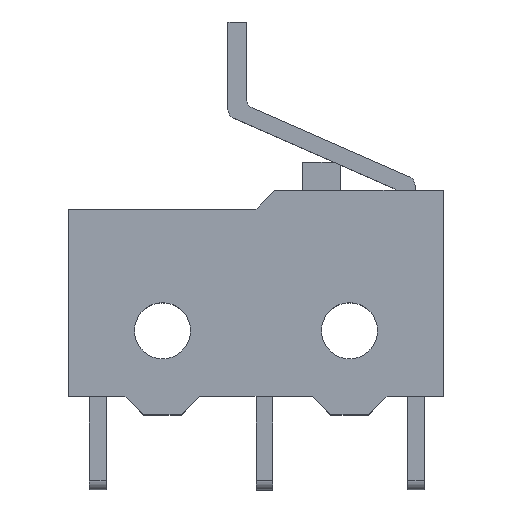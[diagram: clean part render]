
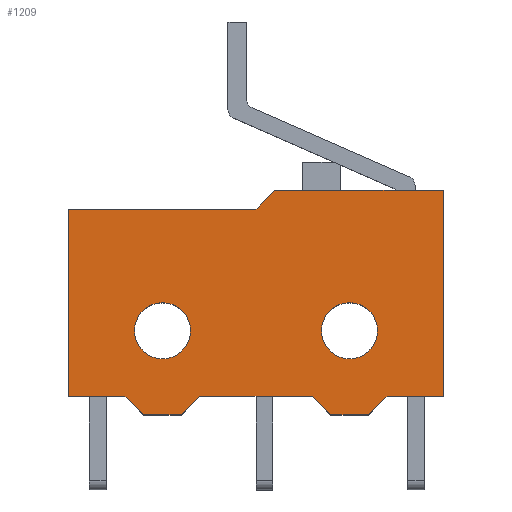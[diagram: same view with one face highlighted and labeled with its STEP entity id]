
A CAD part, top view. The second image highlights one B-rep face of the part: STEP entity #1209.
In plain terms, the highlighted planar face has unit normal (0, 0, 1).
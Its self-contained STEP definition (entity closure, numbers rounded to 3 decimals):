
#43=FACE_BOUND('',#207,.T.);
#44=FACE_BOUND('',#208,.T.);
#81=PLANE('',#1372);
#140=FACE_OUTER_BOUND('',#206,.T.);
#206=EDGE_LOOP('',(#957,#958,#959,#960,#961,#962,#963,#964,#965,#966,#967,
#968,#969,#970));
#207=EDGE_LOOP('',(#971));
#208=EDGE_LOOP('',(#972));
#316=LINE('',#1905,#463);
#320=LINE('',#1913,#467);
#323=LINE('',#1919,#470);
#324=LINE('',#1921,#471);
#325=LINE('',#1923,#472);
#326=LINE('',#1925,#473);
#327=LINE('',#1927,#474);
#328=LINE('',#1929,#475);
#329=LINE('',#1931,#476);
#330=LINE('',#1933,#477);
#331=LINE('',#1935,#478);
#332=LINE('',#1937,#479);
#333=LINE('',#1939,#480);
#334=LINE('',#1940,#481);
#463=VECTOR('',#1560,10.);
#467=VECTOR('',#1566,10.);
#470=VECTOR('',#1571,10.);
#471=VECTOR('',#1572,10.);
#472=VECTOR('',#1573,10.);
#473=VECTOR('',#1574,10.);
#474=VECTOR('',#1575,10.);
#475=VECTOR('',#1576,10.);
#476=VECTOR('',#1577,10.);
#477=VECTOR('',#1578,10.);
#478=VECTOR('',#1579,10.);
#479=VECTOR('',#1580,10.);
#480=VECTOR('',#1581,10.);
#481=VECTOR('',#1582,10.);
#549=CIRCLE('',#1341,1.5);
#551=CIRCLE('',#1344,1.5);
#567=VERTEX_POINT('',#1768);
#569=VERTEX_POINT('',#1774);
#610=VERTEX_POINT('',#1903);
#611=VERTEX_POINT('',#1904);
#614=VERTEX_POINT('',#1912);
#616=VERTEX_POINT('',#1918);
#617=VERTEX_POINT('',#1920);
#618=VERTEX_POINT('',#1922);
#619=VERTEX_POINT('',#1924);
#620=VERTEX_POINT('',#1926);
#621=VERTEX_POINT('',#1928);
#622=VERTEX_POINT('',#1930);
#623=VERTEX_POINT('',#1932);
#624=VERTEX_POINT('',#1934);
#625=VERTEX_POINT('',#1936);
#626=VERTEX_POINT('',#1938);
#678=EDGE_CURVE('',#567,#567,#549,.T.);
#681=EDGE_CURVE('',#569,#569,#551,.T.);
#742=EDGE_CURVE('',#610,#611,#316,.T.);
#746=EDGE_CURVE('',#611,#614,#320,.T.);
#749=EDGE_CURVE('',#610,#616,#323,.T.);
#750=EDGE_CURVE('',#616,#617,#324,.T.);
#751=EDGE_CURVE('',#618,#617,#325,.T.);
#752=EDGE_CURVE('',#619,#618,#326,.T.);
#753=EDGE_CURVE('',#619,#620,#327,.T.);
#754=EDGE_CURVE('',#620,#621,#328,.T.);
#755=EDGE_CURVE('',#621,#622,#329,.T.);
#756=EDGE_CURVE('',#623,#622,#330,.T.);
#757=EDGE_CURVE('',#624,#623,#331,.T.);
#758=EDGE_CURVE('',#625,#624,#332,.T.);
#759=EDGE_CURVE('',#625,#626,#333,.T.);
#760=EDGE_CURVE('',#614,#626,#334,.T.);
#957=ORIENTED_EDGE('',*,*,#742,.F.);
#958=ORIENTED_EDGE('',*,*,#749,.T.);
#959=ORIENTED_EDGE('',*,*,#750,.T.);
#960=ORIENTED_EDGE('',*,*,#751,.F.);
#961=ORIENTED_EDGE('',*,*,#752,.F.);
#962=ORIENTED_EDGE('',*,*,#753,.T.);
#963=ORIENTED_EDGE('',*,*,#754,.T.);
#964=ORIENTED_EDGE('',*,*,#755,.T.);
#965=ORIENTED_EDGE('',*,*,#756,.F.);
#966=ORIENTED_EDGE('',*,*,#757,.F.);
#967=ORIENTED_EDGE('',*,*,#758,.F.);
#968=ORIENTED_EDGE('',*,*,#759,.T.);
#969=ORIENTED_EDGE('',*,*,#760,.F.);
#970=ORIENTED_EDGE('',*,*,#746,.F.);
#971=ORIENTED_EDGE('',*,*,#678,.T.);
#972=ORIENTED_EDGE('',*,*,#681,.T.);
#1209=ADVANCED_FACE('',(#140,#43,#44),#81,.T.);
#1341=AXIS2_PLACEMENT_3D('',#1770,#1439,#1440);
#1344=AXIS2_PLACEMENT_3D('',#1776,#1446,#1447);
#1372=AXIS2_PLACEMENT_3D('',#1917,#1569,#1570);
#1439=DIRECTION('center_axis',(0.,0.,-1.));
#1440=DIRECTION('ref_axis',(-1.,0.,0.));
#1446=DIRECTION('center_axis',(0.,0.,-1.));
#1447=DIRECTION('ref_axis',(-1.,0.,0.));
#1560=DIRECTION('',(-0.707,-0.707,0.));
#1566=DIRECTION('',(-1.,0.,0.));
#1569=DIRECTION('center_axis',(0.,0.,1.));
#1570=DIRECTION('ref_axis',(1.,0.,0.));
#1571=DIRECTION('',(1.,0.,0.));
#1572=DIRECTION('',(0.,1.,0.));
#1573=DIRECTION('',(1.,0.,0.));
#1574=DIRECTION('',(0.707,0.707,0.));
#1575=DIRECTION('',(-1.,0.,0.));
#1576=DIRECTION('',(0.,-1.,0.));
#1577=DIRECTION('',(1.,0.,0.));
#1578=DIRECTION('',(-0.707,0.707,0.));
#1579=DIRECTION('',(-1.,0.,0.));
#1580=DIRECTION('',(-0.707,-0.707,0.));
#1581=DIRECTION('',(1.,0.,0.));
#1582=DIRECTION('',(-0.707,0.707,0.));
#1768=CARTESIAN_POINT('',(6.5,-6.5,6.));
#1770=CARTESIAN_POINT('Origin',(5.,-6.5,6.));
#1774=CARTESIAN_POINT('',(16.5,-6.5,6.));
#1776=CARTESIAN_POINT('Origin',(15.,-6.5,6.));
#1903=CARTESIAN_POINT('',(17.,-10.,6.));
#1904=CARTESIAN_POINT('',(16.,-11.,6.));
#1905=CARTESIAN_POINT('',(16.25,-10.75,6.));
#1912=CARTESIAN_POINT('',(14.,-11.,6.));
#1913=CARTESIAN_POINT('',(17.,-11.,6.));
#1917=CARTESIAN_POINT('Origin',(10.,-5.,6.));
#1918=CARTESIAN_POINT('',(20.,-10.,6.));
#1919=CARTESIAN_POINT('',(0.,-10.,6.));
#1920=CARTESIAN_POINT('',(20.,1.,6.));
#1921=CARTESIAN_POINT('',(20.,-10.,6.));
#1922=CARTESIAN_POINT('',(11.,1.,6.));
#1923=CARTESIAN_POINT('',(10.,1.,6.));
#1924=CARTESIAN_POINT('',(10.,0.,6.));
#1925=CARTESIAN_POINT('',(9.,-1.,6.));
#1926=CARTESIAN_POINT('',(0.,0.,6.));
#1927=CARTESIAN_POINT('',(20.,0.,6.));
#1928=CARTESIAN_POINT('',(0.,-10.,6.));
#1929=CARTESIAN_POINT('',(0.,0.,6.));
#1930=CARTESIAN_POINT('',(3.,-10.,6.));
#1931=CARTESIAN_POINT('',(0.,-10.,6.));
#1932=CARTESIAN_POINT('',(4.,-11.,6.));
#1933=CARTESIAN_POINT('',(3.75,-10.75,6.));
#1934=CARTESIAN_POINT('',(6.,-11.,6.));
#1935=CARTESIAN_POINT('',(7.,-11.,6.));
#1936=CARTESIAN_POINT('',(7.,-10.,6.));
#1937=CARTESIAN_POINT('',(8.75,-8.25,6.));
#1938=CARTESIAN_POINT('',(13.,-10.,6.));
#1939=CARTESIAN_POINT('',(0.,-10.,6.));
#1940=CARTESIAN_POINT('',(11.25,-8.25,6.));
